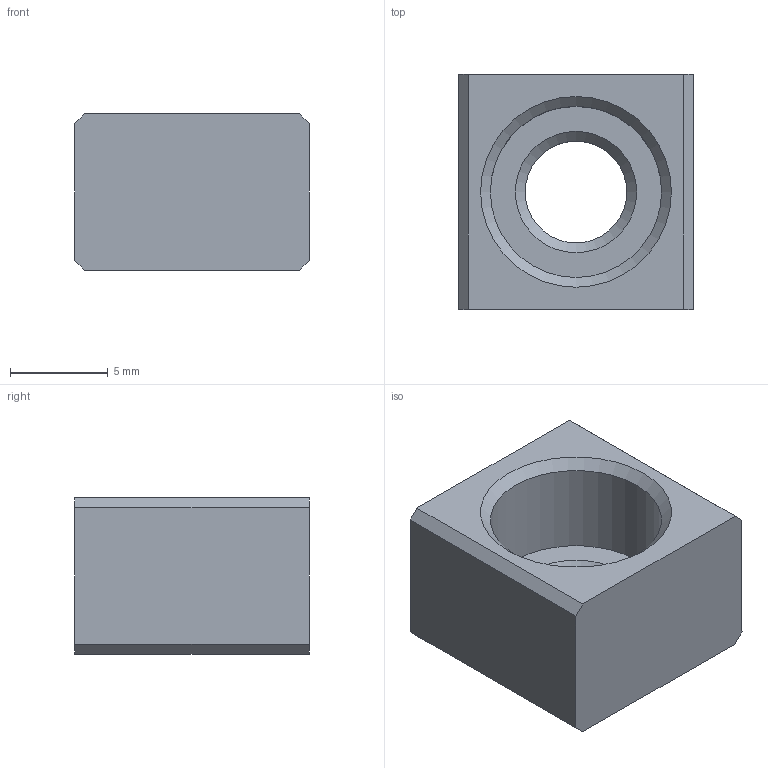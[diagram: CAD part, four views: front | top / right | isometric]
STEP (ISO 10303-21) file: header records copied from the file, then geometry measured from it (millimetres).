
FILE_DESCRIPTION(/* description */ (''),/* implementation_level */ '2;1');
FILE_NAME(/* name */ 'Brake_Over_Travel v1.step',/* time_stamp */ '2023-01-02T16:54:21-06:00',/* author */ (''),/* organization */ (''),/* preprocessor_version */ 'ST-DEVELOPER v19.2',/* originating_system */ 'Autodesk Translation Framework v11.17.0.187',/* authorisation */ '');
FILE_SCHEMA (('AUTOMOTIVE_DESIGN { 1 0 10303 214 3 1 1 }'));
Length unit declared in the file: millimetre
Products named in the file (2): Brake_Over_Travel; Brake_Over_Travel_1
Assembly tree (1 placements, depth 2):
  Brake_Over_Travel
    Brake_Over_Travel_1
Bounding box: 12 x 12 x 8 mm (x, y, z)
Volume: 765.9 mm3; surface area: 786.5 mm2
Topology: 1 solids, 1 shells, 16 faces, 36 edges, 23 vertices
Faces by surface type: plane 11, cone 3, cylinder 2
Full cylindrical faces by diameter (mm): 5.2 x1, 8.75 x1
Entity records: 500 total; most frequent: DIRECTION 81, CARTESIAN_POINT 78, ORIENTED_EDGE 72, EDGE_CURVE 36, LINE 29, VECTOR 29, AXIS2_PLACEMENT_3D 26, VERTEX_POINT 23
